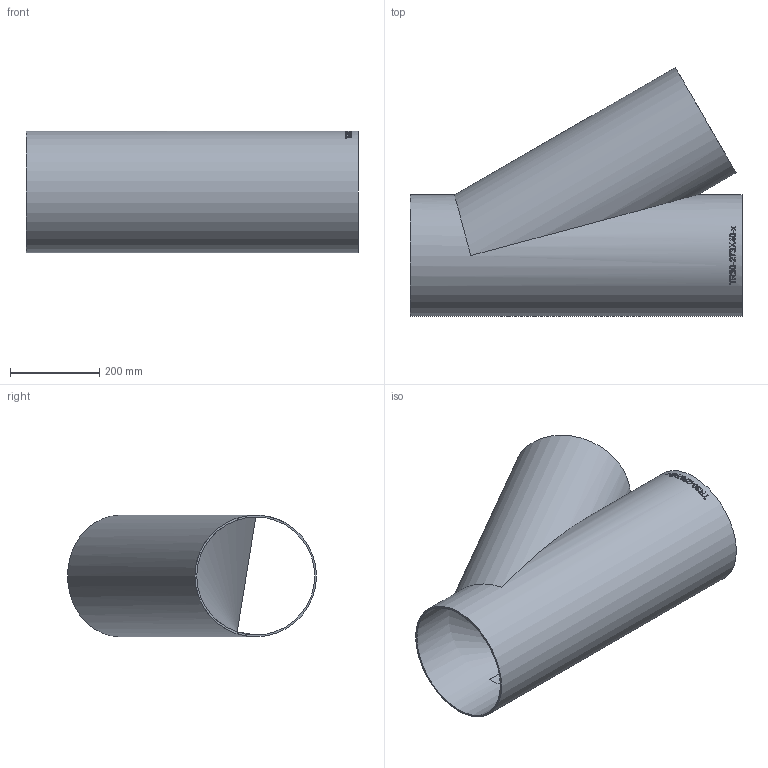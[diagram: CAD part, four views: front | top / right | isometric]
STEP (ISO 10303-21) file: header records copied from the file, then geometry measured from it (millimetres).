
FILE_DESCRIPTION (( 'STEP AP214' ), '1' );
FILE_NAME ('TR30-273X40-x T-Stück 30° Ø273,0 L746 1911.STEP', '2019-11-21T14:47:54', ( '' ), ( '' ), 'SwSTEP 2.0', 'SolidWorks 2016', '' );
FILE_SCHEMA (( 'AUTOMOTIVE_DESIGN' ));
Length unit declared in the file: millimetre
Products named in the file (1): TR30-273X40-x T-Stück 30° Ø273,0 L746   1911
Bounding box: 746 x 559.42 x 273 mm (x, y, z)
Volume: 3425501.7 mm3; surface area: 1722090.6 mm2
Topology: 1 solids, 1 shells, 180 faces, 489 edges, 326 vertices
Faces by surface type: bspline 102, plane 56, cylinder 22
Full cylindrical faces by diameter (mm): 265 x2, 273 x2
Entity records: 28665 total; most frequent: CARTESIAN_POINT 23191, ORIENTED_EDGE 950, EDGE_CURVE 475, DIRECTION 377, B_SPLINE_CURVE_WITH_KNOTS 322, VERTEX_POINT 320, EDGE_LOOP 205, FACE_OUTER_BOUND 183
